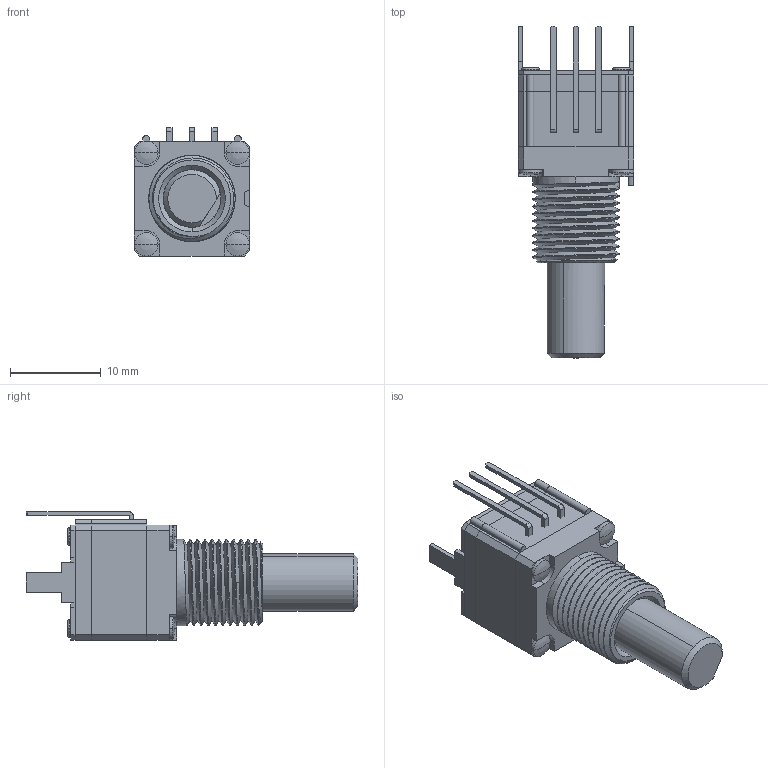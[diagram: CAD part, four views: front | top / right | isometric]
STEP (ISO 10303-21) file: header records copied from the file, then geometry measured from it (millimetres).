
FILE_DESCRIPTION((''),'2;1');
FILE_NAME('P260T-D1BF3_ASM','2016-04-04T',('jvassar'),(''),'CREO PARAMETRIC BY PTC INC, 2014350','CREO PARAMETRIC BY PTC INC, 2014350','');
FILE_SCHEMA(('CONFIG_CONTROL_DESIGN'));
Products named in the file (15): 13805-3_5; 13801_4; 13796-3_3; 13796-3_ASM_2_ASM; 13794-1_3; 13798_1; 13800_4; 13797-2_3; 13831_2; 12245-3_1; 13804_2; 13806_3; P260T-D1BS_ASM_3_ASM; P260-137C_SHAFT; P260T-D1BF3_ASM
Assembly tree (19 placements, depth 4):
  P260T-D1BF3_ASM
    P260T-D1BS_ASM_3_ASM
      13796-3_ASM_2_ASM
        13805-3_5
        13801_4  x3
        13796-3_3
      13794-1_3
      13798_1
      13800_4
      13797-2_3
      13831_2
      12245-3_1
      13804_2
      13806_3  x4
    P260-137C_SHAFT
Bounding box: 12.7 x 36.6 x 14.15 mm (x, y, z)
Volume: 2349.5 mm3; surface area: 4953.4 mm2
Topology: 17 solids, 17 shells, 755 faces, 2131 edges, 1418 vertices
Faces by surface type: plane 400, cylinder 278, cone 29, torus 26, sphere 16, bspline 6
Entity records: 25322 total; most frequent: CARTESIAN_POINT 7362, ORIENTED_EDGE 3738, DIRECTION 3719, EDGE_CURVE 1869, AXIS2_PLACEMENT_3D 1304, VERTEX_POINT 1264, VECTOR 1111, LINE 1111
